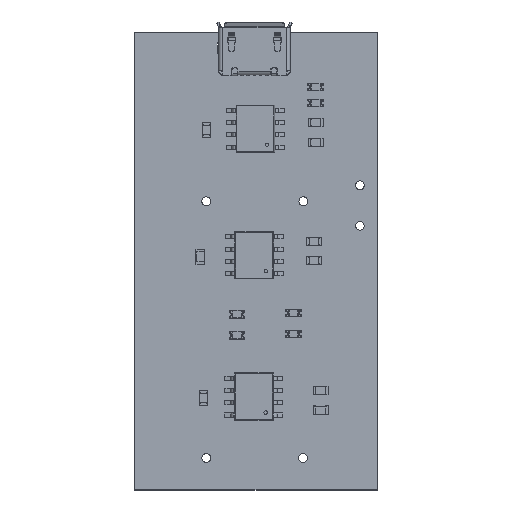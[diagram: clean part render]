
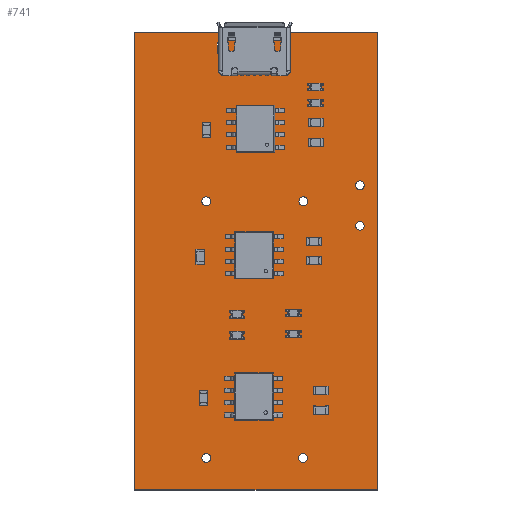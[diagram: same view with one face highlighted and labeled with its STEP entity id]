
A CAD part, top view. The second image highlights one B-rep face of the part: STEP entity #741.
In plain terms, the highlighted planar face has unit normal (0, 0, 1).
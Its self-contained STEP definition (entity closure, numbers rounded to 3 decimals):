
#128 = VERTEX_POINT('',#129);
#129 = CARTESIAN_POINT('',(133.35,79.756,0.411));
#135 = EDGE_CURVE('',#128,#136,#138,.T.);
#136 = VERTEX_POINT('',#137);
#137 = CARTESIAN_POINT('',(133.35,127.,0.411));
#138 = LINE('',#139,#140);
#139 = CARTESIAN_POINT('',(133.35,79.756,0.411));
#140 = VECTOR('',#141,1.);
#141 = DIRECTION('',(0.,1.,0.));
#166 = EDGE_CURVE('',#136,#167,#169,.T.);
#167 = VERTEX_POINT('',#168);
#168 = CARTESIAN_POINT('',(158.369,127.,0.411));
#169 = LINE('',#170,#171);
#170 = CARTESIAN_POINT('',(133.35,127.,0.411));
#171 = VECTOR('',#172,1.);
#172 = DIRECTION('',(1.,0.,0.));
#197 = EDGE_CURVE('',#167,#198,#200,.T.);
#198 = VERTEX_POINT('',#199);
#199 = CARTESIAN_POINT('',(158.369,79.756,0.411));
#200 = LINE('',#201,#202);
#201 = CARTESIAN_POINT('',(158.369,127.,0.411));
#202 = VECTOR('',#203,1.);
#203 = DIRECTION('',(0.,-1.,0.));
#228 = EDGE_CURVE('',#198,#128,#229,.T.);
#229 = LINE('',#230,#231);
#230 = CARTESIAN_POINT('',(158.369,79.756,0.411));
#231 = VECTOR('',#232,1.);
#232 = DIRECTION('',(-1.,0.,0.));
#252 = VERTEX_POINT('',#253);
#253 = CARTESIAN_POINT('',(141.166,109.601,0.411));
#259 = EDGE_CURVE('',#252,#252,#260,.T.);
#260 = CIRCLE('',#261,0.45);
#261 = AXIS2_PLACEMENT_3D('',#262,#263,#264);
#262 = CARTESIAN_POINT('',(140.716,109.601,0.411));
#263 = DIRECTION('',(0.,0.,1.));
#264 = DIRECTION('',(1.,0.,0.));
#285 = VERTEX_POINT('',#286);
#286 = CARTESIAN_POINT('',(141.166,83.058,0.411));
#292 = EDGE_CURVE('',#285,#285,#293,.T.);
#293 = CIRCLE('',#294,0.45);
#294 = AXIS2_PLACEMENT_3D('',#295,#296,#297);
#295 = CARTESIAN_POINT('',(140.716,83.058,0.411));
#296 = DIRECTION('',(0.,0.,1.));
#297 = DIRECTION('',(1.,0.,0.));
#318 = VERTEX_POINT('',#319);
#319 = CARTESIAN_POINT('',(142.319,125.859,0.411));
#325 = EDGE_CURVE('',#318,#326,#328,.T.);
#326 = VERTEX_POINT('',#327);
#327 = CARTESIAN_POINT('',(141.869,125.859,0.411));
#328 = CIRCLE('',#329,0.225);
#329 = AXIS2_PLACEMENT_3D('',#330,#331,#332);
#330 = CARTESIAN_POINT('',(142.094,125.859,0.411));
#331 = DIRECTION('',(0.,0.,1.));
#332 = DIRECTION('',(1.,0.,0.));
#360 = VERTEX_POINT('',#361);
#361 = CARTESIAN_POINT('',(142.319,125.059,0.411));
#367 = EDGE_CURVE('',#360,#318,#368,.T.);
#368 = LINE('',#369,#370);
#369 = CARTESIAN_POINT('',(142.319,125.059,0.411));
#370 = VECTOR('',#371,1.);
#371 = DIRECTION('',(0.,1.,0.));
#391 = VERTEX_POINT('',#392);
#392 = CARTESIAN_POINT('',(141.869,125.059,0.411));
#398 = EDGE_CURVE('',#391,#360,#399,.T.);
#399 = CIRCLE('',#400,0.225);
#400 = AXIS2_PLACEMENT_3D('',#401,#402,#403);
#401 = CARTESIAN_POINT('',(142.094,125.059,0.411));
#402 = DIRECTION('',(0.,0.,1.));
#403 = DIRECTION('',(-1.,0.,0.));
#422 = EDGE_CURVE('',#326,#391,#423,.T.);
#423 = LINE('',#424,#425);
#424 = CARTESIAN_POINT('',(141.869,125.859,0.411));
#425 = VECTOR('',#426,1.);
#426 = DIRECTION('',(0.,-1.,0.));
#446 = VERTEX_POINT('',#447);
#447 = CARTESIAN_POINT('',(149.469,125.859,0.411));
#453 = EDGE_CURVE('',#446,#454,#456,.T.);
#454 = VERTEX_POINT('',#455);
#455 = CARTESIAN_POINT('',(149.019,125.859,0.411));
#456 = CIRCLE('',#457,0.225);
#457 = AXIS2_PLACEMENT_3D('',#458,#459,#460);
#458 = CARTESIAN_POINT('',(149.244,125.859,0.411));
#459 = DIRECTION('',(0.,0.,1.));
#460 = DIRECTION('',(1.,0.,0.));
#488 = VERTEX_POINT('',#489);
#489 = CARTESIAN_POINT('',(149.469,125.059,0.411));
#495 = EDGE_CURVE('',#488,#446,#496,.T.);
#496 = LINE('',#497,#498);
#497 = CARTESIAN_POINT('',(149.469,125.059,0.411));
#498 = VECTOR('',#499,1.);
#499 = DIRECTION('',(0.,1.,0.));
#519 = VERTEX_POINT('',#520);
#520 = CARTESIAN_POINT('',(149.019,125.059,0.411));
#526 = EDGE_CURVE('',#519,#488,#527,.T.);
#527 = CIRCLE('',#528,0.225);
#528 = AXIS2_PLACEMENT_3D('',#529,#530,#531);
#529 = CARTESIAN_POINT('',(149.244,125.059,0.411));
#530 = DIRECTION('',(0.,0.,1.));
#531 = DIRECTION('',(-1.,0.,0.));
#550 = EDGE_CURVE('',#454,#519,#551,.T.);
#551 = LINE('',#552,#553);
#552 = CARTESIAN_POINT('',(149.019,125.859,0.411));
#553 = VECTOR('',#554,1.);
#554 = DIRECTION('',(0.,-1.,0.));
#574 = VERTEX_POINT('',#575);
#575 = CARTESIAN_POINT('',(151.166,83.058,0.411));
#581 = EDGE_CURVE('',#574,#574,#582,.T.);
#582 = CIRCLE('',#583,0.45);
#583 = AXIS2_PLACEMENT_3D('',#584,#585,#586);
#584 = CARTESIAN_POINT('',(150.716,83.058,0.411));
#585 = DIRECTION('',(0.,0.,1.));
#586 = DIRECTION('',(1.,0.,0.));
#607 = VERTEX_POINT('',#608);
#608 = CARTESIAN_POINT('',(157.041,107.061,0.411));
#614 = EDGE_CURVE('',#607,#607,#615,.T.);
#615 = CIRCLE('',#616,0.45);
#616 = AXIS2_PLACEMENT_3D('',#617,#618,#619);
#617 = CARTESIAN_POINT('',(156.591,107.061,0.411));
#618 = DIRECTION('',(0.,0.,1.));
#619 = DIRECTION('',(1.,0.,0.));
#640 = VERTEX_POINT('',#641);
#641 = CARTESIAN_POINT('',(151.199,109.601,0.411));
#647 = EDGE_CURVE('',#640,#640,#648,.T.);
#648 = CIRCLE('',#649,0.45);
#649 = AXIS2_PLACEMENT_3D('',#650,#651,#652);
#650 = CARTESIAN_POINT('',(150.749,109.601,0.411));
#651 = DIRECTION('',(0.,0.,1.));
#652 = DIRECTION('',(1.,0.,0.));
#673 = VERTEX_POINT('',#674);
#674 = CARTESIAN_POINT('',(157.041,111.252,0.411));
#680 = EDGE_CURVE('',#673,#673,#681,.T.);
#681 = CIRCLE('',#682,0.45);
#682 = AXIS2_PLACEMENT_3D('',#683,#684,#685);
#683 = CARTESIAN_POINT('',(156.591,111.252,0.411));
#684 = DIRECTION('',(0.,0.,1.));
#685 = DIRECTION('',(1.,0.,0.));
#741 = ADVANCED_FACE('',(#742,#748,#751,#754,#760,#766,#769,#772,#775),
  #778,.T.);
#742 = FACE_BOUND('',#743,.F.);
#743 = EDGE_LOOP('',(#744,#745,#746,#747));
#744 = ORIENTED_EDGE('',*,*,#135,.T.);
#745 = ORIENTED_EDGE('',*,*,#166,.T.);
#746 = ORIENTED_EDGE('',*,*,#197,.T.);
#747 = ORIENTED_EDGE('',*,*,#228,.T.);
#748 = FACE_BOUND('',#749,.T.);
#749 = EDGE_LOOP('',(#750));
#750 = ORIENTED_EDGE('',*,*,#259,.F.);
#751 = FACE_BOUND('',#752,.T.);
#752 = EDGE_LOOP('',(#753));
#753 = ORIENTED_EDGE('',*,*,#292,.F.);
#754 = FACE_BOUND('',#755,.T.);
#755 = EDGE_LOOP('',(#756,#757,#758,#759));
#756 = ORIENTED_EDGE('',*,*,#325,.F.);
#757 = ORIENTED_EDGE('',*,*,#367,.F.);
#758 = ORIENTED_EDGE('',*,*,#398,.F.);
#759 = ORIENTED_EDGE('',*,*,#422,.F.);
#760 = FACE_BOUND('',#761,.T.);
#761 = EDGE_LOOP('',(#762,#763,#764,#765));
#762 = ORIENTED_EDGE('',*,*,#453,.F.);
#763 = ORIENTED_EDGE('',*,*,#495,.F.);
#764 = ORIENTED_EDGE('',*,*,#526,.F.);
#765 = ORIENTED_EDGE('',*,*,#550,.F.);
#766 = FACE_BOUND('',#767,.T.);
#767 = EDGE_LOOP('',(#768));
#768 = ORIENTED_EDGE('',*,*,#581,.F.);
#769 = FACE_BOUND('',#770,.T.);
#770 = EDGE_LOOP('',(#771));
#771 = ORIENTED_EDGE('',*,*,#614,.F.);
#772 = FACE_BOUND('',#773,.T.);
#773 = EDGE_LOOP('',(#774));
#774 = ORIENTED_EDGE('',*,*,#647,.F.);
#775 = FACE_BOUND('',#776,.T.);
#776 = EDGE_LOOP('',(#777));
#777 = ORIENTED_EDGE('',*,*,#680,.F.);
#778 = PLANE('',#779);
#779 = AXIS2_PLACEMENT_3D('',#780,#781,#782);
#780 = CARTESIAN_POINT('',(133.35,79.756,0.411));
#781 = DIRECTION('',(0.,0.,1.));
#782 = DIRECTION('',(1.,0.,0.));
